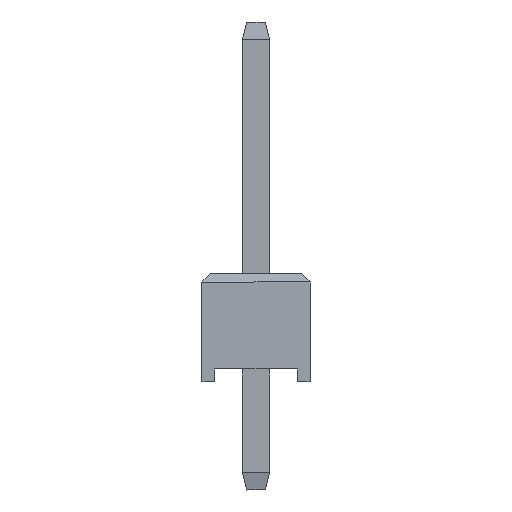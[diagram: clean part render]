
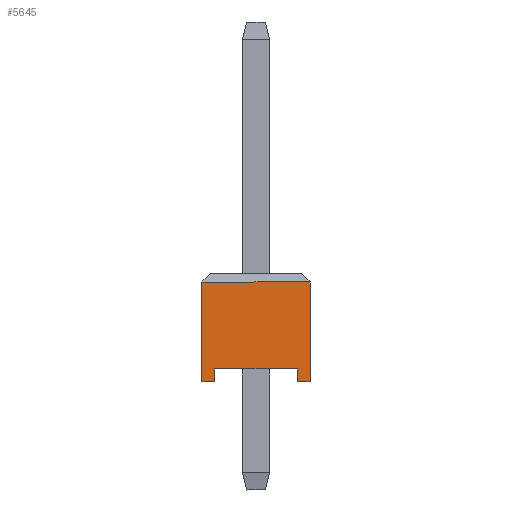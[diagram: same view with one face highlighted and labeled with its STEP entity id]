
A CAD part, left-side view. The second image highlights one B-rep face of the part: STEP entity #5645.
In plain terms, the highlighted planar face has unit normal (-1, 0, 0).
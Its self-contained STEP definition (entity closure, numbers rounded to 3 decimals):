
#295=FACE_OUTER_BOUND('',#627,.T.);
#627=EDGE_LOOP('',(#4233,#4234,#4235,#4236,#4237,#4238,#4239,#4240));
#1193=LINE('',#8534,#1913);
#1199=LINE('',#8545,#1919);
#1200=LINE('',#8548,#1920);
#1201=LINE('',#8550,#1921);
#1202=LINE('',#8552,#1922);
#1203=LINE('',#8554,#1923);
#1204=LINE('',#8556,#1924);
#1205=LINE('',#8557,#1925);
#1913=VECTOR('',#7067,1.);
#1919=VECTOR('',#7075,1.);
#1920=VECTOR('',#7078,1.);
#1921=VECTOR('',#7079,1.);
#1922=VECTOR('',#7080,1.);
#1923=VECTOR('',#7081,1.);
#1924=VECTOR('',#7082,1.);
#1925=VECTOR('',#7083,1.);
#2465=VERTEX_POINT('',#8532);
#2466=VERTEX_POINT('',#8533);
#2470=VERTEX_POINT('',#8542);
#2471=VERTEX_POINT('',#8547);
#2472=VERTEX_POINT('',#8549);
#2473=VERTEX_POINT('',#8551);
#2474=VERTEX_POINT('',#8553);
#2475=VERTEX_POINT('',#8555);
#3073=EDGE_CURVE('',#2465,#2466,#1193,.T.);
#3079=EDGE_CURVE('',#2470,#2466,#1199,.T.);
#3080=EDGE_CURVE('',#2470,#2471,#1200,.T.);
#3081=EDGE_CURVE('',#2472,#2465,#1201,.T.);
#3082=EDGE_CURVE('',#2473,#2472,#1202,.T.);
#3083=EDGE_CURVE('',#2473,#2474,#1203,.T.);
#3084=EDGE_CURVE('',#2474,#2475,#1204,.T.);
#3085=EDGE_CURVE('',#2471,#2475,#1205,.T.);
#4233=ORIENTED_EDGE('',*,*,#3080,.F.);
#4234=ORIENTED_EDGE('',*,*,#3079,.T.);
#4235=ORIENTED_EDGE('',*,*,#3073,.F.);
#4236=ORIENTED_EDGE('',*,*,#3081,.F.);
#4237=ORIENTED_EDGE('',*,*,#3082,.F.);
#4238=ORIENTED_EDGE('',*,*,#3083,.T.);
#4239=ORIENTED_EDGE('',*,*,#3084,.T.);
#4240=ORIENTED_EDGE('',*,*,#3085,.F.);
#4995=PLANE('',#6094);
#5645=ADVANCED_FACE('',(#295),#4995,.F.);
#6094=AXIS2_PLACEMENT_3D('',#8546,#7076,#7077);
#7067=DIRECTION('',(0.,-1.,0.));
#7075=DIRECTION('',(0.,0.,1.));
#7076=DIRECTION('center_axis',(1.,0.,0.));
#7077=DIRECTION('ref_axis',(0.,1.,0.));
#7078=DIRECTION('',(0.,1.,0.));
#7079=DIRECTION('',(0.,0.,1.));
#7080=DIRECTION('',(0.,1.,0.));
#7081=DIRECTION('',(0.,0.,1.));
#7082=DIRECTION('',(0.,1.,0.));
#7083=DIRECTION('',(0.,0.,-1.));
#8532=CARTESIAN_POINT('',(3.135,9.185,-10.497));
#8533=CARTESIAN_POINT('',(3.135,6.845,-10.497));
#8534=CARTESIAN_POINT('',(3.135,6.845,-10.497));
#8542=CARTESIAN_POINT('',(3.135,6.845,-10.797));
#8545=CARTESIAN_POINT('',(3.135,6.845,-10.497));
#8546=CARTESIAN_POINT('Origin',(3.135,9.385,-10.497));
#8547=CARTESIAN_POINT('',(3.135,7.145,-10.797));
#8548=CARTESIAN_POINT('',(3.135,9.385,-10.797));
#8549=CARTESIAN_POINT('',(3.135,9.185,-13.037));
#8550=CARTESIAN_POINT('',(3.135,9.185,-10.497));
#8551=CARTESIAN_POINT('',(3.135,6.845,-13.037));
#8552=CARTESIAN_POINT('',(3.135,9.385,-13.037));
#8553=CARTESIAN_POINT('',(3.135,6.845,-12.737));
#8554=CARTESIAN_POINT('',(3.135,6.845,-10.497));
#8555=CARTESIAN_POINT('',(3.135,7.145,-12.737));
#8556=CARTESIAN_POINT('',(3.135,6.845,-12.737));
#8557=CARTESIAN_POINT('',(3.135,7.145,-10.497));
